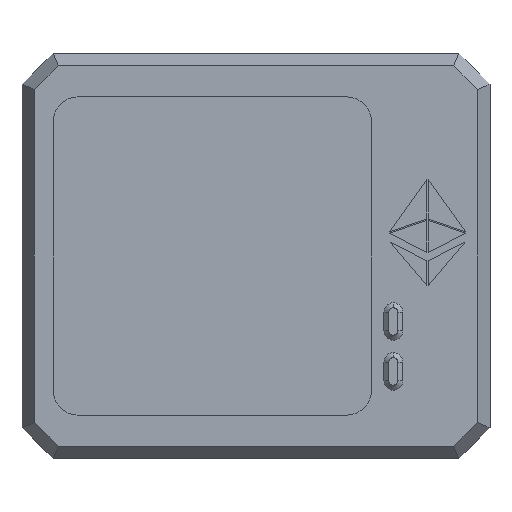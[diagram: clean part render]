
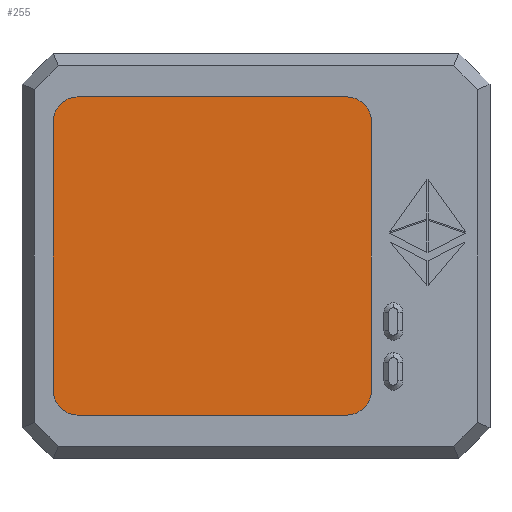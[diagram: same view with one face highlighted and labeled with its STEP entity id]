
A CAD part, front view. The second image highlights one B-rep face of the part: STEP entity #255.
In plain terms, the highlighted planar face has unit normal (0, -1, 0).
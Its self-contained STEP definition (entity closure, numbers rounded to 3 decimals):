
#8 = EDGE_CURVE ( 'NONE', #713, #1776, #1311, .T. ) ;
#39 = CARTESIAN_POINT ( 'NONE',  ( -28.5, 13., 21.5 ) ) ;
#45 = VERTEX_POINT ( 'NONE', #513 ) ;
#58 = ORIENTED_EDGE ( 'NONE', *, *, #1062, .T. ) ;
#80 = DIRECTION ( 'NONE',  ( 0., 0., 1. ) ) ;
#90 = CARTESIAN_POINT ( 'NONE',  ( -32.5, 13., 25.5 ) ) ;
#93 = FACE_OUTER_BOUND ( 'NONE', #606, .T. ) ;
#96 = ORIENTED_EDGE ( 'NONE', *, *, #692, .T. ) ;
#117 = CARTESIAN_POINT ( 'NONE',  ( 18.5, 13., -21.5 ) ) ;
#186 = DIRECTION ( 'NONE',  ( -1., 0., 0. ) ) ;
#202 = CARTESIAN_POINT ( 'NONE',  ( -32.5, 13., -25.5 ) ) ;
#223 = CARTESIAN_POINT ( 'NONE',  ( -32.5, 13., 21.5 ) ) ;
#245 = EDGE_CURVE ( 'NONE', #1238, #712, #1087, .T. ) ;
#255 = ADVANCED_FACE ( 'NONE', ( #93 ), #1625, .F. ) ;
#295 = DIRECTION ( 'NONE',  ( 0., 0., -1. ) ) ;
#322 = VECTOR ( 'NONE', #186, 1000. ) ;
#335 = LINE ( 'NONE', #202, #1185 ) ;
#360 = VERTEX_POINT ( 'NONE', #2434 ) ;
#362 = ORIENTED_EDGE ( 'NONE', *, *, #1670, .T. ) ;
#368 = CARTESIAN_POINT ( 'NONE',  ( -0.5, 13., -32.501 ) ) ;
#374 = CARTESIAN_POINT ( 'NONE',  ( -32.5, 13., 25.5 ) ) ;
#399 = AXIS2_PLACEMENT_3D ( 'NONE', #679, #1839, #80 ) ;
#401 = AXIS2_PLACEMENT_3D ( 'NONE', #1609, #656, #1639 ) ;
#415 = VERTEX_POINT ( 'NONE', #2112 ) ;
#481 = DIRECTION ( 'NONE',  ( 0., 0., 1. ) ) ;
#507 = CARTESIAN_POINT ( 'NONE',  ( -20.5, 13., 25.5 ) ) ;
#513 = CARTESIAN_POINT ( 'NONE',  ( -32.5, 13., -21.5 ) ) ;
#524 = CIRCLE ( 'NONE', #604, 4. ) ;
#527 = DIRECTION ( 'NONE',  ( -1., 0., 0. ) ) ;
#552 = AXIS2_PLACEMENT_3D ( 'NONE', #706, #2218, #481 ) ;
#604 = AXIS2_PLACEMENT_3D ( 'NONE', #39, #637, #2131 ) ;
#606 = EDGE_LOOP ( 'NONE', ( #1892, #2052, #2000, #96, #1153, #1594, #1034, #1761, #362, #58, #1350, #2467 ) ) ;
#637 = DIRECTION ( 'NONE',  ( 0., -1., 0. ) ) ;
#656 = DIRECTION ( 'NONE',  ( 0., 1., 0. ) ) ;
#661 = EDGE_CURVE ( 'NONE', #2376, #415, #1030, .T. ) ;
#679 = CARTESIAN_POINT ( 'NONE',  ( 14.5, 13., -21.5 ) ) ;
#683 = VERTEX_POINT ( 'NONE', #2237 ) ;
#692 = EDGE_CURVE ( 'NONE', #683, #713, #1449, .T. ) ;
#693 = DIRECTION ( 'NONE',  ( 0., -1., 0. ) ) ;
#706 = CARTESIAN_POINT ( 'NONE',  ( -28.5, 13., -21.5 ) ) ;
#712 = VERTEX_POINT ( 'NONE', #117 ) ;
#713 = VERTEX_POINT ( 'NONE', #1271 ) ;
#780 = LINE ( 'NONE', #368, #1600 ) ;
#878 = CIRCLE ( 'NONE', #552, 4. ) ;
#890 = CARTESIAN_POINT ( 'NONE',  ( -0.5, 13., 32.5 ) ) ;
#924 = EDGE_CURVE ( 'NONE', #2387, #415, #1595, .T. ) ;
#946 = VECTOR ( 'NONE', #1417, 1000. ) ;
#1030 = LINE ( 'NONE', #2373, #1743 ) ;
#1034 = ORIENTED_EDGE ( 'NONE', *, *, #661, .T. ) ;
#1062 = EDGE_CURVE ( 'NONE', #1268, #1810, #524, .T. ) ;
#1087 = CIRCLE ( 'NONE', #399, 4. ) ;
#1116 = CARTESIAN_POINT ( 'NONE',  ( -32.5, 13., 25.5 ) ) ;
#1153 = ORIENTED_EDGE ( 'NONE', *, *, #8, .T. ) ;
#1180 = EDGE_CURVE ( 'NONE', #1810, #45, #1849, .T. ) ;
#1185 = VECTOR ( 'NONE', #1563, 1000. ) ;
#1238 = VERTEX_POINT ( 'NONE', #2504 ) ;
#1268 = VERTEX_POINT ( 'NONE', #2465 ) ;
#1271 = CARTESIAN_POINT ( 'NONE',  ( 14.5, 13., 25.5 ) ) ;
#1302 = LINE ( 'NONE', #1116, #322 ) ;
#1311 = LINE ( 'NONE', #374, #1443 ) ;
#1350 = ORIENTED_EDGE ( 'NONE', *, *, #1180, .T. ) ;
#1401 = CARTESIAN_POINT ( 'NONE',  ( -0.5, 13., 25.5 ) ) ;
#1417 = DIRECTION ( 'NONE',  ( 0., 0., 1. ) ) ;
#1443 = VECTOR ( 'NONE', #527, 1000. ) ;
#1449 = CIRCLE ( 'NONE', #2062, 4. ) ;
#1450 = VECTOR ( 'NONE', #295, 1000. ) ;
#1559 = CARTESIAN_POINT ( 'NONE',  ( -20.5, 13., -32.501 ) ) ;
#1563 = DIRECTION ( 'NONE',  ( 1., 0., 0. ) ) ;
#1594 = ORIENTED_EDGE ( 'NONE', *, *, #2460, .T. ) ;
#1595 = LINE ( 'NONE', #1559, #1746 ) ;
#1599 = CARTESIAN_POINT ( 'NONE',  ( 18.5, 13., 25.5 ) ) ;
#1600 = VECTOR ( 'NONE', #2303, 1000. ) ;
#1609 = CARTESIAN_POINT ( 'NONE',  ( 0., 13., 0. ) ) ;
#1624 = CARTESIAN_POINT ( 'NONE',  ( 14.5, 13., 21.5 ) ) ;
#1625 = PLANE ( 'NONE',  #401 ) ;
#1639 = DIRECTION ( 'NONE',  ( 0., 0., 1. ) ) ;
#1649 = EDGE_CURVE ( 'NONE', #360, #1238, #335, .T. ) ;
#1670 = EDGE_CURVE ( 'NONE', #2387, #1268, #1302, .T. ) ;
#1743 = VECTOR ( 'NONE', #2149, 1000. ) ;
#1746 = VECTOR ( 'NONE', #2344, 1000. ) ;
#1761 = ORIENTED_EDGE ( 'NONE', *, *, #924, .F. ) ;
#1776 = VERTEX_POINT ( 'NONE', #1401 ) ;
#1780 = EDGE_CURVE ( 'NONE', #712, #683, #1789, .T. ) ;
#1789 = LINE ( 'NONE', #1599, #946 ) ;
#1810 = VERTEX_POINT ( 'NONE', #223 ) ;
#1839 = DIRECTION ( 'NONE',  ( 0., -1., 0. ) ) ;
#1849 = LINE ( 'NONE', #90, #1450 ) ;
#1892 = ORIENTED_EDGE ( 'NONE', *, *, #1649, .T. ) ;
#2000 = ORIENTED_EDGE ( 'NONE', *, *, #1780, .T. ) ;
#2052 = ORIENTED_EDGE ( 'NONE', *, *, #245, .T. ) ;
#2062 = AXIS2_PLACEMENT_3D ( 'NONE', #1624, #693, #2406 ) ;
#2112 = CARTESIAN_POINT ( 'NONE',  ( -20.5, 13., 32.5 ) ) ;
#2131 = DIRECTION ( 'NONE',  ( 0., 0., 1. ) ) ;
#2149 = DIRECTION ( 'NONE',  ( -1., 0., 0. ) ) ;
#2218 = DIRECTION ( 'NONE',  ( 0., -1., 0. ) ) ;
#2237 = CARTESIAN_POINT ( 'NONE',  ( 18.5, 13., 21.5 ) ) ;
#2303 = DIRECTION ( 'NONE',  ( 0., 0., 1. ) ) ;
#2338 = EDGE_CURVE ( 'NONE', #45, #360, #878, .T. ) ;
#2344 = DIRECTION ( 'NONE',  ( 0., 0., 1. ) ) ;
#2373 = CARTESIAN_POINT ( 'NONE',  ( -20.5, 13., 32.5 ) ) ;
#2376 = VERTEX_POINT ( 'NONE', #890 ) ;
#2387 = VERTEX_POINT ( 'NONE', #507 ) ;
#2406 = DIRECTION ( 'NONE',  ( 0., 0., 1. ) ) ;
#2434 = CARTESIAN_POINT ( 'NONE',  ( -28.5, 13., -25.5 ) ) ;
#2460 = EDGE_CURVE ( 'NONE', #1776, #2376, #780, .T. ) ;
#2465 = CARTESIAN_POINT ( 'NONE',  ( -28.5, 13., 25.5 ) ) ;
#2467 = ORIENTED_EDGE ( 'NONE', *, *, #2338, .T. ) ;
#2504 = CARTESIAN_POINT ( 'NONE',  ( 14.5, 13., -25.5 ) ) ;
